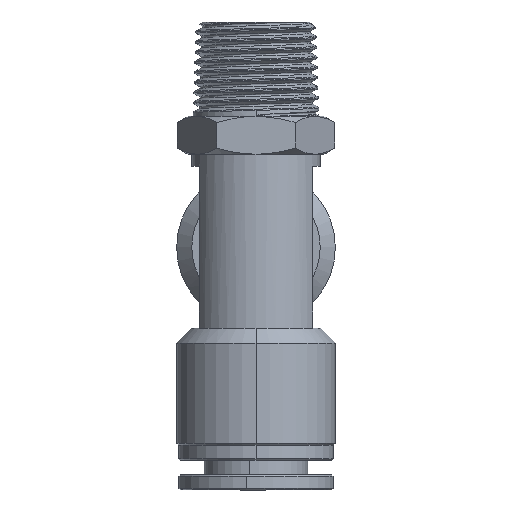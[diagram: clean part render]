
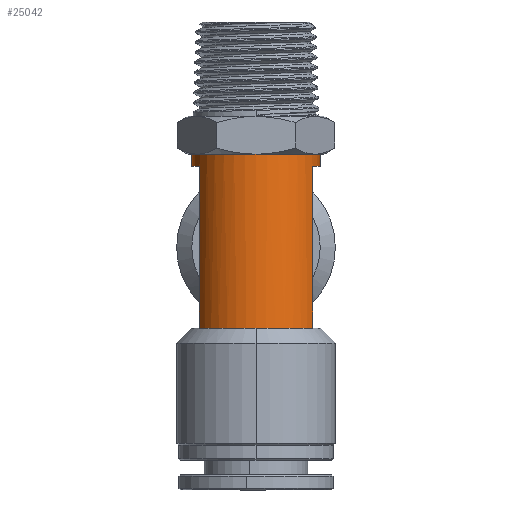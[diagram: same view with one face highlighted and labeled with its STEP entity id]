
A CAD part, front view. The second image highlights one B-rep face of the part: STEP entity #25042.
In plain terms, the highlighted cylindrical face has radius 8.5 mm (diameter 17 mm), a partial arc.
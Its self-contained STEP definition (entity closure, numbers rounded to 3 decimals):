
#715 = CARTESIAN_POINT ( 'NONE',  ( -8.5, 0., 0. ) ) ;
#945 = LINE ( 'NONE', #9389, #40970 ) ;
#1523 = LINE ( 'NONE', #19239, #22905 ) ;
#1951 = DIRECTION ( 'NONE',  ( 0., 0., -1. ) ) ;
#2420 = CARTESIAN_POINT ( 'NONE',  ( 0., 0., 0. ) ) ;
#2566 = VERTEX_POINT ( 'NONE', #715 ) ;
#4331 = DIRECTION ( 'NONE',  ( 1., 0., 0. ) ) ;
#5167 = EDGE_CURVE ( 'NONE', #30159, #12371, #52710, .T. ) ;
#5398 = EDGE_CURVE ( 'NONE', #2566, #51862, #46671, .T. ) ;
#6362 = DIRECTION ( 'NONE',  ( 0., 0., 1. ) ) ;
#6460 = ORIENTED_EDGE ( 'NONE', *, *, #39148, .T. ) ;
#6694 = DIRECTION ( 'NONE',  ( 1., 0., 0. ) ) ;
#7768 = CARTESIAN_POINT ( 'NONE',  ( 0., 0., 0. ) ) ;
#8417 = CARTESIAN_POINT ( 'NONE',  ( 0., 0., -21.4 ) ) ;
#8580 = CARTESIAN_POINT ( 'NONE',  ( 8.5, 0., 2.31 ) ) ;
#9389 = CARTESIAN_POINT ( 'NONE',  ( -7.5, -4., -21.4 ) ) ;
#9688 = ORIENTED_EDGE ( 'NONE', *, *, #5398, .F. ) ;
#10575 = CARTESIAN_POINT ( 'NONE',  ( 0., 0., -21.4 ) ) ;
#11330 = VERTEX_POINT ( 'NONE', #32316 ) ;
#11661 = VERTEX_POINT ( 'NONE', #47896 ) ;
#12009 = EDGE_CURVE ( 'NONE', #54119, #44809, #24395, .T. ) ;
#12077 = DIRECTION ( 'NONE',  ( 1., 0., 0. ) ) ;
#12371 = VERTEX_POINT ( 'NONE', #44846 ) ;
#12996 = EDGE_CURVE ( 'NONE', #11330, #19524, #1523, .T. ) ;
#13888 = DIRECTION ( 'NONE',  ( 0., 0., 1. ) ) ;
#14885 = DIRECTION ( 'NONE',  ( 1., 0., 0. ) ) ;
#14917 = EDGE_CURVE ( 'NONE', #44809, #11330, #23306, .T. ) ;
#15891 = AXIS2_PLACEMENT_3D ( 'NONE', #7768, #37621, #12077 ) ;
#18374 = DIRECTION ( 'NONE',  ( 0., 0., 1. ) ) ;
#19239 = CARTESIAN_POINT ( 'NONE',  ( 8.5, 0., -21.4 ) ) ;
#19309 = CARTESIAN_POINT ( 'NONE',  ( 7.5, -4., 0. ) ) ;
#19524 = VERTEX_POINT ( 'NONE', #8580 ) ;
#20813 = DIRECTION ( 'NONE',  ( 0., 0., 1. ) ) ;
#21211 = DIRECTION ( 'NONE',  ( 0., 0., 1. ) ) ;
#22905 = VECTOR ( 'NONE', #6362, 1000. ) ;
#22972 = CYLINDRICAL_SURFACE ( 'NONE', #24047, 8.5 ) ;
#23306 = CIRCLE ( 'NONE', #15891, 8.5 ) ;
#24009 = VECTOR ( 'NONE', #20813, 1000. ) ;
#24047 = AXIS2_PLACEMENT_3D ( 'NONE', #8417, #34013, #4331 ) ;
#24395 = LINE ( 'NONE', #50679, #47029 ) ;
#24498 = CIRCLE ( 'NONE', #33743, 8.5 ) ;
#24639 = EDGE_CURVE ( 'NONE', #19524, #51862, #29726, .T. ) ;
#24842 = ORIENTED_EDGE ( 'NONE', *, *, #24639, .T. ) ;
#25042 = ADVANCED_FACE ( 'NONE', ( #50971 ), #22972, .T. ) ;
#25192 = EDGE_LOOP ( 'NONE', ( #9688, #35168, #38300, #43755, #6460, #46633, #47611, #30673, #24842 ) ) ;
#26163 = AXIS2_PLACEMENT_3D ( 'NONE', #27535, #1951, #31823 ) ;
#27535 = CARTESIAN_POINT ( 'NONE',  ( 0., 0., 2.31 ) ) ;
#29726 = CIRCLE ( 'NONE', #26163, 8.5 ) ;
#30159 = VERTEX_POINT ( 'NONE', #31623 ) ;
#30673 = ORIENTED_EDGE ( 'NONE', *, *, #12996, .T. ) ;
#31623 = CARTESIAN_POINT ( 'NONE',  ( -7.5, -4., -21.4 ) ) ;
#31823 = DIRECTION ( 'NONE',  ( 1., 0., 0. ) ) ;
#32275 = DIRECTION ( 'NONE',  ( 0., 0., 1. ) ) ;
#32316 = CARTESIAN_POINT ( 'NONE',  ( 8.5, 0., 0. ) ) ;
#33505 = CARTESIAN_POINT ( 'NONE',  ( -8.5, 0., -21.4 ) ) ;
#33743 = AXIS2_PLACEMENT_3D ( 'NONE', #43877, #18374, #48160 ) ;
#33830 = AXIS2_PLACEMENT_3D ( 'NONE', #2420, #32275, #6694 ) ;
#34013 = DIRECTION ( 'NONE',  ( 0., 0., 1. ) ) ;
#35168 = ORIENTED_EDGE ( 'NONE', *, *, #40357, .T. ) ;
#35358 = CARTESIAN_POINT ( 'NONE',  ( -8.5, 0., 2.31 ) ) ;
#37621 = DIRECTION ( 'NONE',  ( 0., 0., 1. ) ) ;
#38300 = ORIENTED_EDGE ( 'NONE', *, *, #52921, .F. ) ;
#39148 = EDGE_CURVE ( 'NONE', #12371, #54119, #24498, .T. ) ;
#40357 = EDGE_CURVE ( 'NONE', #2566, #11661, #51519, .T. ) ;
#40402 = DIRECTION ( 'NONE',  ( 0., 0., 1. ) ) ;
#40970 = VECTOR ( 'NONE', #13888, 1000. ) ;
#43755 = ORIENTED_EDGE ( 'NONE', *, *, #5167, .T. ) ;
#43877 = CARTESIAN_POINT ( 'NONE',  ( 0., 0., -21.4 ) ) ;
#44809 = VERTEX_POINT ( 'NONE', #19309 ) ;
#44846 = CARTESIAN_POINT ( 'NONE',  ( 0., -8.5, -21.4 ) ) ;
#46633 = ORIENTED_EDGE ( 'NONE', *, *, #12009, .T. ) ;
#46671 = LINE ( 'NONE', #33505, #24009 ) ;
#46926 = AXIS2_PLACEMENT_3D ( 'NONE', #10575, #40402, #14885 ) ;
#47029 = VECTOR ( 'NONE', #21211, 1000. ) ;
#47611 = ORIENTED_EDGE ( 'NONE', *, *, #14917, .T. ) ;
#47896 = CARTESIAN_POINT ( 'NONE',  ( -7.5, -4., 0. ) ) ;
#48160 = DIRECTION ( 'NONE',  ( 1., 0., 0. ) ) ;
#50679 = CARTESIAN_POINT ( 'NONE',  ( 7.5, -4., -21.4 ) ) ;
#50971 = FACE_OUTER_BOUND ( 'NONE', #25192, .T. ) ;
#51519 = CIRCLE ( 'NONE', #33830, 8.5 ) ;
#51862 = VERTEX_POINT ( 'NONE', #35358 ) ;
#52710 = CIRCLE ( 'NONE', #46926, 8.5 ) ;
#52921 = EDGE_CURVE ( 'NONE', #30159, #11661, #945, .T. ) ;
#54119 = VERTEX_POINT ( 'NONE', #54762 ) ;
#54762 = CARTESIAN_POINT ( 'NONE',  ( 7.5, -4., -21.4 ) ) ;
